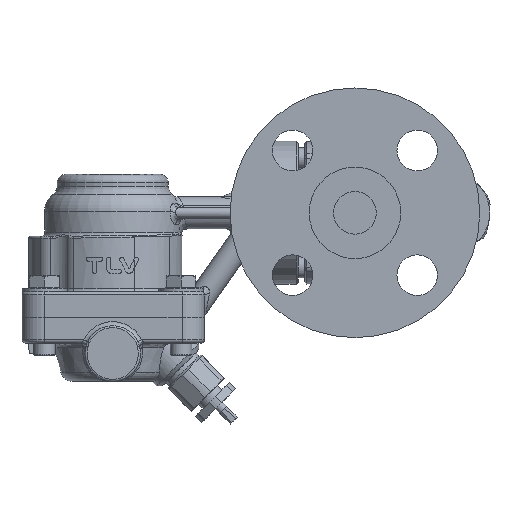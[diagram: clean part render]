
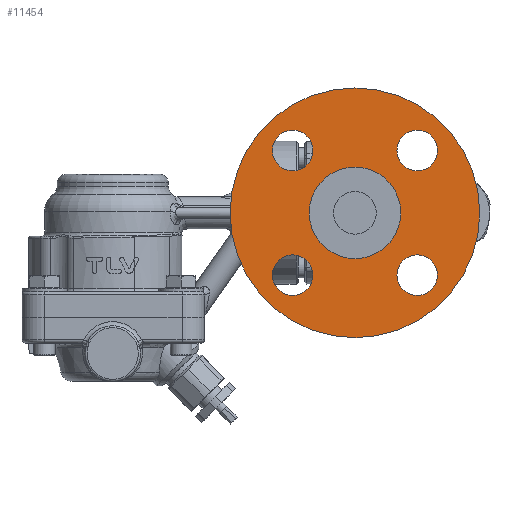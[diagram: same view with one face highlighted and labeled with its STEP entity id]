
A CAD part, front view. The second image highlights one B-rep face of the part: STEP entity #11454.
In plain terms, the highlighted planar face has unit normal (0, -1, 0).
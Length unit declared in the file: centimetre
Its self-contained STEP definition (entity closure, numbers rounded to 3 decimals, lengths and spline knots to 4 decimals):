
#494=FACE_BOUND('',#3260,.T.);
#495=FACE_BOUND('',#3261,.T.);
#496=FACE_BOUND('',#3262,.T.);
#497=FACE_BOUND('',#3263,.T.);
#498=FACE_BOUND('',#3264,.T.);
#1668=CIRCLE('',#12773,5.85);
#1669=CIRCLE('',#12774,0.95);
#1670=CIRCLE('',#12775,0.95);
#1671=CIRCLE('',#12776,0.95);
#1672=CIRCLE('',#12777,0.95);
#1673=CIRCLE('',#12778,2.145);
#2399=FACE_OUTER_BOUND('',#3259,.T.);
#3259=EDGE_LOOP('',(#10086));
#3260=EDGE_LOOP('',(#10087));
#3261=EDGE_LOOP('',(#10088));
#3262=EDGE_LOOP('',(#10089));
#3263=EDGE_LOOP('',(#10090));
#3264=EDGE_LOOP('',(#10091));
#5379=VERTEX_POINT('',#24725);
#5380=VERTEX_POINT('',#24727);
#5381=VERTEX_POINT('',#24729);
#5382=VERTEX_POINT('',#24731);
#5383=VERTEX_POINT('',#24733);
#5384=VERTEX_POINT('',#24735);
#6967=EDGE_CURVE('',#5379,#5379,#1668,.T.);
#6968=EDGE_CURVE('',#5380,#5380,#1669,.T.);
#6969=EDGE_CURVE('',#5381,#5381,#1670,.T.);
#6970=EDGE_CURVE('',#5382,#5382,#1671,.T.);
#6971=EDGE_CURVE('',#5383,#5383,#1672,.T.);
#6972=EDGE_CURVE('',#5384,#5384,#1673,.T.);
#10086=ORIENTED_EDGE('',*,*,#6967,.F.);
#10087=ORIENTED_EDGE('',*,*,#6968,.T.);
#10088=ORIENTED_EDGE('',*,*,#6969,.T.);
#10089=ORIENTED_EDGE('',*,*,#6970,.T.);
#10090=ORIENTED_EDGE('',*,*,#6971,.T.);
#10091=ORIENTED_EDGE('',*,*,#6972,.F.);
#10415=PLANE('',#12772);
#11454=ADVANCED_FACE('',(#2399,#494,#495,#496,#497,#498),#10415,.F.);
#12772=AXIS2_PLACEMENT_3D('',#24724,#15876,#15877);
#12773=AXIS2_PLACEMENT_3D('',#24726,#15878,#15879);
#12774=AXIS2_PLACEMENT_3D('',#24728,#15880,#15881);
#12775=AXIS2_PLACEMENT_3D('',#24730,#15882,#15883);
#12776=AXIS2_PLACEMENT_3D('',#24732,#15884,#15885);
#12777=AXIS2_PLACEMENT_3D('',#24734,#15886,#15887);
#12778=AXIS2_PLACEMENT_3D('',#24736,#15888,#15889);
#15876=DIRECTION('center_axis',(0.,1.,0.));
#15877=DIRECTION('ref_axis',(1.,0.,0.));
#15878=DIRECTION('center_axis',(0.,1.,0.));
#15879=DIRECTION('ref_axis',(1.,0.,0.));
#15880=DIRECTION('center_axis',(0.,1.,0.));
#15881=DIRECTION('ref_axis',(0.,0.,
1.));
#15882=DIRECTION('center_axis',(0.,1.,0.));
#15883=DIRECTION('ref_axis',(-1.,0.,0.));
#15884=DIRECTION('center_axis',(0.,1.,0.));
#15885=DIRECTION('ref_axis',(0.,0.,
-1.));
#15886=DIRECTION('center_axis',(0.,1.,0.));
#15887=DIRECTION('ref_axis',(1.,0.,0.));
#15888=DIRECTION('center_axis',(0.,-1.,0.));
#15889=DIRECTION('ref_axis',(1.,0.,0.));
#24724=CARTESIAN_POINT('Origin',(8.5259,0.2171,-2.2379));
#24725=CARTESIAN_POINT('',(2.6759,0.2171,-2.2379));
#24726=CARTESIAN_POINT('Origin',(8.5259,0.2171,-2.2379));
#24727=CARTESIAN_POINT('',(5.6056,0.2171,-0.2675));
#24728=CARTESIAN_POINT('Origin',(5.6056,0.2171,0.6825));
#24729=CARTESIAN_POINT('',(6.5556,0.2171,-5.1582));
#24730=CARTESIAN_POINT('Origin',(5.6056,0.2171,-5.1582));
#24731=CARTESIAN_POINT('',(11.4463,0.2171,-4.2082));
#24732=CARTESIAN_POINT('Origin',(11.4463,0.2171,-5.1582));
#24733=CARTESIAN_POINT('',(10.4963,0.2171,0.6825));
#24734=CARTESIAN_POINT('Origin',(11.4463,0.2171,0.6825));
#24735=CARTESIAN_POINT('',(6.3809,0.2171,-2.2379));
#24736=CARTESIAN_POINT('Origin',(8.5259,0.2171,-2.2379));
